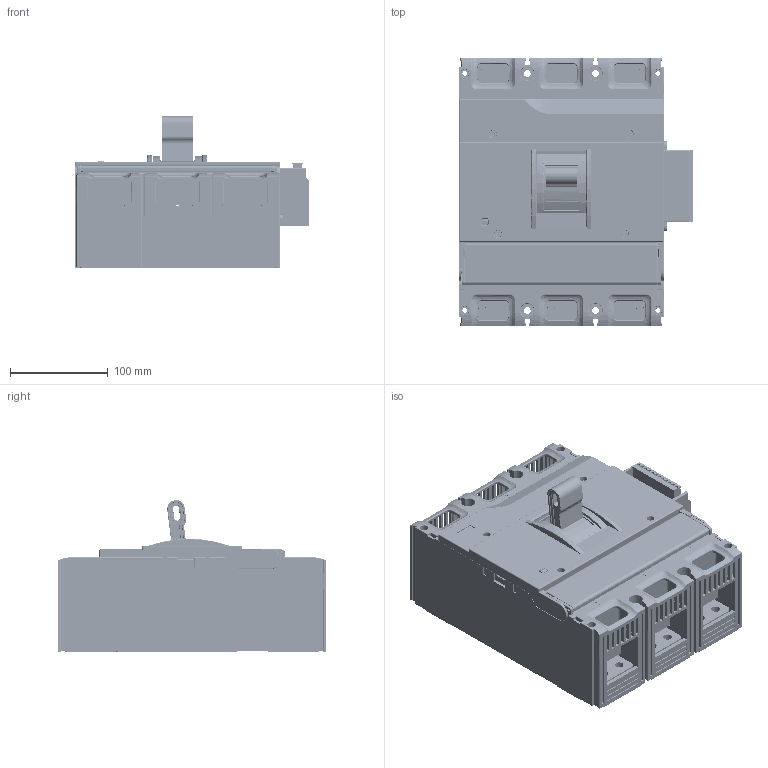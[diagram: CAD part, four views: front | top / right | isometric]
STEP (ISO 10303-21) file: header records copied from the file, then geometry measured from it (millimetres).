
FILE_DESCRIPTION (( 'STEP AP203' ), '1' );
FILE_NAME ('AV POWER-4-3 1000 À 50 êÀ ETU 2.2 (mccb-43-1000-2.2-av).STEP', '2022-08-29T11:55:26', ( '' ), ( '' ), 'SwSTEP 2.0', 'SolidWorks 2021', '' );
FILE_SCHEMA (( 'CONFIG_CONTROL_DESIGN' ));
Products named in the file (1): AV POWER-4-3 1000 À 50 êÀ ETU 2.2 (mccb-43-1000-2.2-av)
Bounding box: 240 x 275 x 155.6 mm (x, y, z)
Volume: 1725901 mm3; surface area: 954724.7 mm2
Topology: 30 solids, 30 shells, 7780 faces, 21784 edges, 14081 vertices
Faces by surface type: plane 4674, cylinder 2275, bspline 380, torus 247, sphere 109, cone 95
Entity records: 373079 total; most frequent: CARTESIAN_POINT 176310, ORIENTED_EDGE 43402, DIRECTION 37684, EDGE_CURVE 21701, VECTOR 15088, LINE 15088, VERTEX_POINT 14076, AXIS2_PLACEMENT_3D 11298
